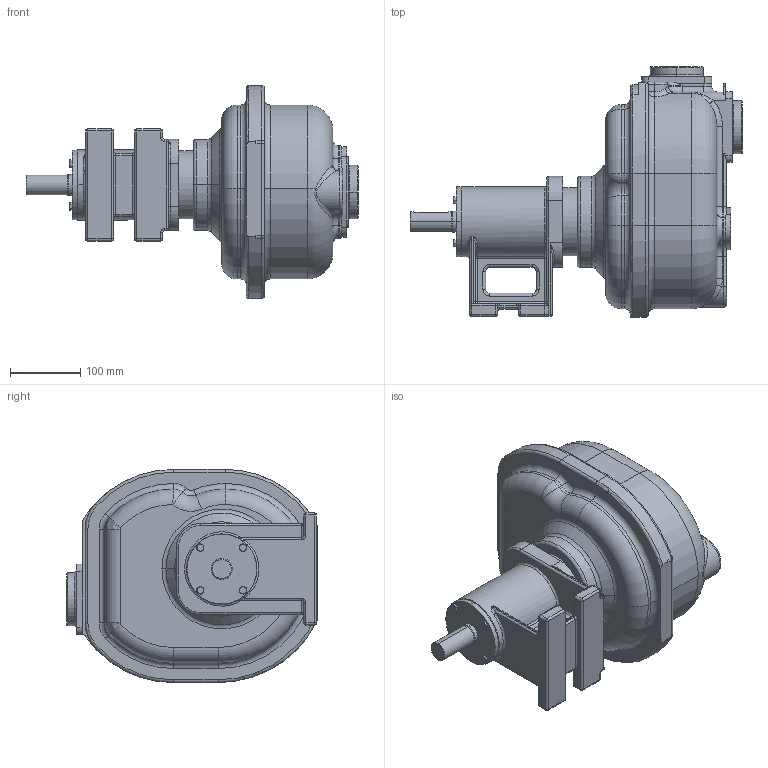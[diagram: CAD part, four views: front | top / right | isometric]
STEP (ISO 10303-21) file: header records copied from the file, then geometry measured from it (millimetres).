
FILE_DESCRIPTION((''),'2;1');
FILE_NAME('S_61_K_S','2018-02-14T11:59:02',('Nicola'),(''),'CREO PARAMETRIC BY PTC INC, 2017110','CREO PARAMETRIC BY PTC INC, 2017110','');
FILE_SCHEMA(('CONFIG_CONTROL_DESIGN'));
Length unit declared in the file: millimetre
Products named in the file (1): S_61_K_S
Bounding box: 473.5 x 357 x 304 mm (x, y, z)
Volume: 13932307.9 mm3; surface area: 505479.2 mm2
Topology: 1 solids, 1 shells, 547 faces, 1252 edges, 735 vertices
Faces by surface type: cylinder 214, plane 134, torus 102, cone 34, bspline 33, sphere 30
Entity records: 21318 total; most frequent: CARTESIAN_POINT 8865, DIRECTION 2812, ORIENTED_EDGE 2504, EDGE_CURVE 1252, AXIS2_PLACEMENT_3D 1175, VERTEX_POINT 735, CIRCLE 661, EDGE_LOOP 577
